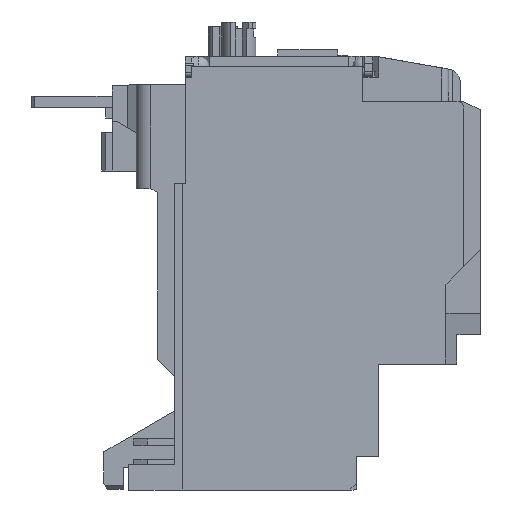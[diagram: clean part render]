
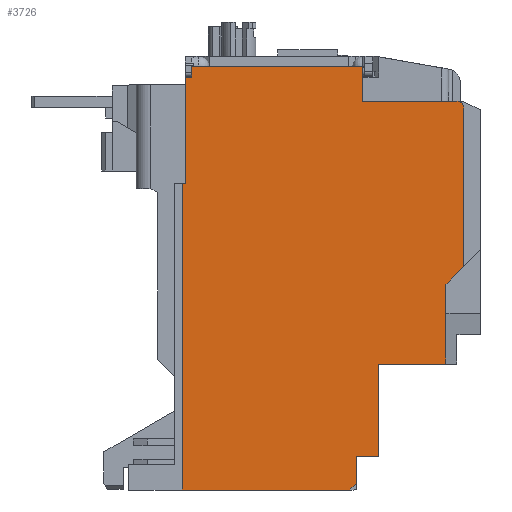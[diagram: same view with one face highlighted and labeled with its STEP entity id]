
A CAD part, left-side view. The second image highlights one B-rep face of the part: STEP entity #3726.
In plain terms, the highlighted planar face has unit normal (-1, 0, 0).
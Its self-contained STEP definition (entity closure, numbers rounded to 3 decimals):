
#167 = VECTOR ( 'NONE', #680, 1000. ) ;
#238 = ORIENTED_EDGE ( 'NONE', *, *, #7264, .T. ) ;
#638 = DIRECTION ( 'NONE',  ( 0., 0., -1. ) ) ;
#680 = DIRECTION ( 'NONE',  ( 0., 0., 1. ) ) ;
#928 = EDGE_CURVE ( 'NONE', #9116, #13593, #17145, .T. ) ;
#946 = LINE ( 'NONE', #22894, #167 ) ;
#970 = DIRECTION ( 'NONE',  ( 0., -1., 0. ) ) ;
#1102 = VERTEX_POINT ( 'NONE', #21694 ) ;
#1611 = CARTESIAN_POINT ( 'NONE',  ( -26.4, 0., 4.8 ) ) ;
#1746 = DIRECTION ( 'NONE',  ( 0., 0., 1. ) ) ;
#1811 = VECTOR ( 'NONE', #16022, 1000. ) ;
#2131 = VERTEX_POINT ( 'NONE', #14291 ) ;
#2132 = ORIENTED_EDGE ( 'NONE', *, *, #14821, .F. ) ;
#2274 = CARTESIAN_POINT ( 'NONE',  ( -26.4, 26.4, 61.5 ) ) ;
#2584 = EDGE_CURVE ( 'NONE', #1102, #5039, #2678, .T. ) ;
#2655 = CARTESIAN_POINT ( 'NONE',  ( -26.4, 24.9, 44.5 ) ) ;
#2670 = LINE ( 'NONE', #21287, #12237 ) ;
#2678 = LINE ( 'NONE', #8536, #16139 ) ;
#3005 = EDGE_CURVE ( 'NONE', #2131, #25932, #3924, .T. ) ;
#3149 = DIRECTION ( 'NONE',  ( 0., -0.707, 0.707 ) ) ;
#3479 = AXIS2_PLACEMENT_3D ( 'NONE', #9052, #23252, #10944 ) ;
#3726 = ADVANCED_FACE ( 'NONE', ( #16440 ), #3983, .F. ) ;
#3924 = LINE ( 'NONE', #9709, #8305 ) ;
#3983 = PLANE ( 'NONE',  #10875 ) ;
#4149 = VECTOR ( 'NONE', #21562, 1000. ) ;
#4571 = VERTEX_POINT ( 'NONE', #18924 ) ;
#4795 = CARTESIAN_POINT ( 'NONE',  ( -26.4, -15.6, 56.5 ) ) ;
#4821 = ORIENTED_EDGE ( 'NONE', *, *, #2584, .T. ) ;
#5039 = VERTEX_POINT ( 'NONE', #15765 ) ;
#5338 = EDGE_CURVE ( 'NONE', #5355, #13593, #9166, .T. ) ;
#5355 = VERTEX_POINT ( 'NONE', #23751 ) ;
#5761 = DIRECTION ( 'NONE',  ( 0., 1., 0. ) ) ;
#6055 = DIRECTION ( 'NONE',  ( 0., -1., 0. ) ) ;
#6576 = EDGE_CURVE ( 'NONE', #25481, #19630, #13208, .T. ) ;
#7195 = CARTESIAN_POINT ( 'NONE',  ( -26.4, -3.2, 18.3 ) ) ;
#7264 = EDGE_CURVE ( 'NONE', #16895, #22588, #20000, .T. ) ;
#7349 = CARTESIAN_POINT ( 'NONE',  ( -26.4, -0.9, 60. ) ) ;
#7443 = CARTESIAN_POINT ( 'NONE',  ( -26.4, -15.6, 32.5 ) ) ;
#7505 = VECTOR ( 'NONE', #5761, 1000. ) ;
#7767 = CARTESIAN_POINT ( 'NONE',  ( -26.4, -3.2, 0. ) ) ;
#7830 = LINE ( 'NONE', #26031, #1811 ) ;
#7891 = VECTOR ( 'NONE', #970, 1000. ) ;
#8209 = EDGE_CURVE ( 'NONE', #10271, #2131, #2670, .T. ) ;
#8275 = LINE ( 'NONE', #2274, #23918 ) ;
#8282 = VECTOR ( 'NONE', #25292, 1000. ) ;
#8305 = VECTOR ( 'NONE', #22257, 1000. ) ;
#8315 = DIRECTION ( 'NONE',  ( 0., 0., 1. ) ) ;
#8405 = DIRECTION ( 'NONE',  ( 0., -1., 0. ) ) ;
#8536 = CARTESIAN_POINT ( 'NONE',  ( -26.4, 0., 1. ) ) ;
#8804 = CARTESIAN_POINT ( 'NONE',  ( -26.4, -3.2, 4.8 ) ) ;
#8894 = EDGE_CURVE ( 'NONE', #25585, #5039, #19848, .T. ) ;
#8988 = CARTESIAN_POINT ( 'NONE',  ( -26.4, 25.3, 44.5 ) ) ;
#9052 = CARTESIAN_POINT ( 'NONE',  ( -26.4, -14.6, 55.5 ) ) ;
#9085 = LINE ( 'NONE', #17141, #9835 ) ;
#9116 = VERTEX_POINT ( 'NONE', #16060 ) ;
#9166 = LINE ( 'NONE', #23890, #12574 ) ;
#9170 = CARTESIAN_POINT ( 'NONE',  ( -26.4, -14.6, 56.5 ) ) ;
#9347 = VECTOR ( 'NONE', #25627, 1000. ) ;
#9350 = ORIENTED_EDGE ( 'NONE', *, *, #17752, .F. ) ;
#9403 = LINE ( 'NONE', #8988, #7891 ) ;
#9460 = ORIENTED_EDGE ( 'NONE', *, *, #17656, .T. ) ;
#9588 = VERTEX_POINT ( 'NONE', #9170 ) ;
#9709 = CARTESIAN_POINT ( 'NONE',  ( -26.4, 23.9, 60. ) ) ;
#9835 = VECTOR ( 'NONE', #25288, 1000. ) ;
#9877 = CARTESIAN_POINT ( 'NONE',  ( -26.4, 24.9, 60. ) ) ;
#9911 = CARTESIAN_POINT ( 'NONE',  ( -26.4, -13., 18.3 ) ) ;
#10271 = VERTEX_POINT ( 'NONE', #9877 ) ;
#10375 = ORIENTED_EDGE ( 'NONE', *, *, #16490, .T. ) ;
#10875 = AXIS2_PLACEMENT_3D ( 'NONE', #20346, #24841, #638 ) ;
#10944 = DIRECTION ( 'NONE',  ( 0., 0., -1. ) ) ;
#11097 = DIRECTION ( 'NONE',  ( 0., -1., 0. ) ) ;
#11414 = LINE ( 'NONE', #17866, #18129 ) ;
#11515 = ORIENTED_EDGE ( 'NONE', *, *, #18810, .F. ) ;
#11908 = EDGE_CURVE ( 'NONE', #13278, #25481, #11414, .T. ) ;
#11925 = ORIENTED_EDGE ( 'NONE', *, *, #15011, .F. ) ;
#12207 = CARTESIAN_POINT ( 'NONE',  ( -26.4, 25.3, 44.5 ) ) ;
#12212 = EDGE_CURVE ( 'NONE', #4571, #26219, #946, .T. ) ;
#12237 = VECTOR ( 'NONE', #11097, 1000. ) ;
#12574 = VECTOR ( 'NONE', #3149, 1000. ) ;
#13208 = LINE ( 'NONE', #23240, #9347 ) ;
#13278 = VERTEX_POINT ( 'NONE', #9911 ) ;
#13593 = VERTEX_POINT ( 'NONE', #7443 ) ;
#14291 = CARTESIAN_POINT ( 'NONE',  ( -26.4, 23.9, 60. ) ) ;
#14821 = EDGE_CURVE ( 'NONE', #26219, #19529, #9403, .T. ) ;
#14868 = CARTESIAN_POINT ( 'NONE',  ( -26.4, -0.9, 61.5 ) ) ;
#15011 = EDGE_CURVE ( 'NONE', #25932, #22588, #8275, .T. ) ;
#15066 = EDGE_CURVE ( 'NONE', #16895, #9588, #9085, .T. ) ;
#15439 = ORIENTED_EDGE ( 'NONE', *, *, #8209, .F. ) ;
#15765 = CARTESIAN_POINT ( 'NONE',  ( -26.4, 0., 1. ) ) ;
#16022 = DIRECTION ( 'NONE',  ( 0., 0., -1. ) ) ;
#16060 = CARTESIAN_POINT ( 'NONE',  ( -26.4, -15.6, 55.5 ) ) ;
#16139 = VECTOR ( 'NONE', #16731, 1000. ) ;
#16440 = FACE_OUTER_BOUND ( 'NONE', #18469, .T. ) ;
#16490 = EDGE_CURVE ( 'NONE', #9116, #9588, #22704, .T. ) ;
#16515 = CARTESIAN_POINT ( 'NONE',  ( -26.4, 24.9, 61.5 ) ) ;
#16647 = LINE ( 'NONE', #16515, #24426 ) ;
#16731 = DIRECTION ( 'NONE',  ( 0., -0.707, 0.707 ) ) ;
#16895 = VERTEX_POINT ( 'NONE', #23368 ) ;
#17141 = CARTESIAN_POINT ( 'NONE',  ( -26.4, -2.4, 56.5 ) ) ;
#17145 = LINE ( 'NONE', #4795, #8282 ) ;
#17566 = CARTESIAN_POINT ( 'NONE',  ( -26.4, 0., 4.8 ) ) ;
#17656 = EDGE_CURVE ( 'NONE', #25585, #19630, #22258, .T. ) ;
#17752 = EDGE_CURVE ( 'NONE', #19529, #10271, #16647, .T. ) ;
#17866 = CARTESIAN_POINT ( 'NONE',  ( -26.4, -13., 18.3 ) ) ;
#17900 = VECTOR ( 'NONE', #1746, 1000. ) ;
#18129 = VECTOR ( 'NONE', #23857, 1000. ) ;
#18469 = EDGE_LOOP ( 'NONE', ( #9350, #2132, #25343, #26237, #4821, #24182, #9460, #22862, #20482, #11515, #23160, #25672, #10375, #22834, #238, #11925, #23502, #15439 ) ) ;
#18810 = EDGE_CURVE ( 'NONE', #5355, #13278, #7830, .T. ) ;
#18924 = CARTESIAN_POINT ( 'NONE',  ( -26.4, 25.3, 0. ) ) ;
#19529 = VERTEX_POINT ( 'NONE', #2655 ) ;
#19630 = VERTEX_POINT ( 'NONE', #8804 ) ;
#19848 = LINE ( 'NONE', #17566, #4149 ) ;
#20000 = LINE ( 'NONE', #7349, #17900 ) ;
#20188 = CARTESIAN_POINT ( 'NONE',  ( -26.4, 23.9, 61.5 ) ) ;
#20346 = CARTESIAN_POINT ( 'NONE',  ( -26.4, 0., 0. ) ) ;
#20482 = ORIENTED_EDGE ( 'NONE', *, *, #11908, .F. ) ;
#20588 = VECTOR ( 'NONE', #6055, 1000. ) ;
#21287 = CARTESIAN_POINT ( 'NONE',  ( -26.4, 24.9, 60. ) ) ;
#21562 = DIRECTION ( 'NONE',  ( 0., 0., -1. ) ) ;
#21694 = CARTESIAN_POINT ( 'NONE',  ( -26.4, 1., 0. ) ) ;
#22257 = DIRECTION ( 'NONE',  ( 0., 0., 1. ) ) ;
#22258 = LINE ( 'NONE', #24397, #20588 ) ;
#22588 = VERTEX_POINT ( 'NONE', #14868 ) ;
#22704 = CIRCLE ( 'NONE', #3479, 1. ) ;
#22834 = ORIENTED_EDGE ( 'NONE', *, *, #15066, .F. ) ;
#22862 = ORIENTED_EDGE ( 'NONE', *, *, #6576, .F. ) ;
#22894 = CARTESIAN_POINT ( 'NONE',  ( -26.4, 25.3, 0. ) ) ;
#23160 = ORIENTED_EDGE ( 'NONE', *, *, #5338, .T. ) ;
#23240 = CARTESIAN_POINT ( 'NONE',  ( -26.4, -3.2, 18.3 ) ) ;
#23252 = DIRECTION ( 'NONE',  ( -1., 0., 0. ) ) ;
#23368 = CARTESIAN_POINT ( 'NONE',  ( -26.4, -0.9, 56.5 ) ) ;
#23502 = ORIENTED_EDGE ( 'NONE', *, *, #3005, .F. ) ;
#23751 = CARTESIAN_POINT ( 'NONE',  ( -26.4, -13., 29.9 ) ) ;
#23857 = DIRECTION ( 'NONE',  ( 0., 1., 0. ) ) ;
#23890 = CARTESIAN_POINT ( 'NONE',  ( -26.4, -15.6, 32.5 ) ) ;
#23918 = VECTOR ( 'NONE', #8405, 1000. ) ;
#24182 = ORIENTED_EDGE ( 'NONE', *, *, #8894, .F. ) ;
#24397 = CARTESIAN_POINT ( 'NONE',  ( -26.4, 0., 4.8 ) ) ;
#24426 = VECTOR ( 'NONE', #8315, 1000. ) ;
#24841 = DIRECTION ( 'NONE',  ( 1., 0., 0. ) ) ;
#25288 = DIRECTION ( 'NONE',  ( 0., -1., 0. ) ) ;
#25292 = DIRECTION ( 'NONE',  ( 0., 0., -1. ) ) ;
#25343 = ORIENTED_EDGE ( 'NONE', *, *, #12212, .F. ) ;
#25481 = VERTEX_POINT ( 'NONE', #7195 ) ;
#25585 = VERTEX_POINT ( 'NONE', #1611 ) ;
#25627 = DIRECTION ( 'NONE',  ( 0., 0., -1. ) ) ;
#25672 = ORIENTED_EDGE ( 'NONE', *, *, #928, .F. ) ;
#25932 = VERTEX_POINT ( 'NONE', #20188 ) ;
#26031 = CARTESIAN_POINT ( 'NONE',  ( -26.4, -13., 61.5 ) ) ;
#26104 = LINE ( 'NONE', #7767, #7505 ) ;
#26176 = EDGE_CURVE ( 'NONE', #1102, #4571, #26104, .T. ) ;
#26219 = VERTEX_POINT ( 'NONE', #12207 ) ;
#26237 = ORIENTED_EDGE ( 'NONE', *, *, #26176, .F. ) ;
